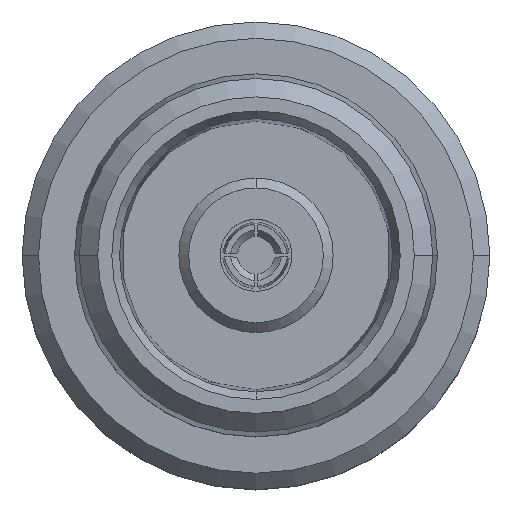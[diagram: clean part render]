
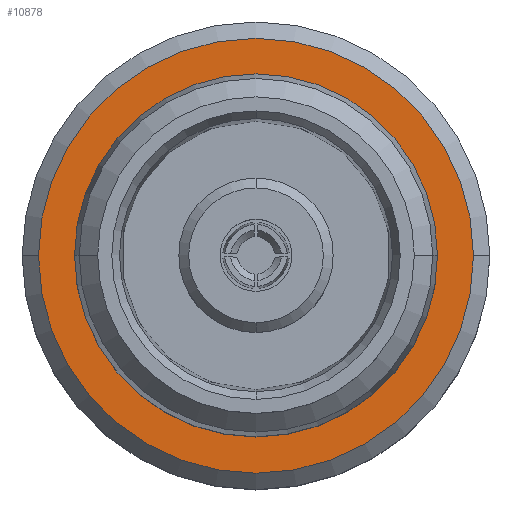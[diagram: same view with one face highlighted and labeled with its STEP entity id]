
A CAD part, top view. The second image highlights one B-rep face of the part: STEP entity #10878.
In plain terms, the highlighted planar face has unit normal (0, 0, 1).
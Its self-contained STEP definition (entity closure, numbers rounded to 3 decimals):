
#733 = CIRCLE ( 'NONE', #8017, 6.65 ) ;
#1361 = VERTEX_POINT ( 'NONE', #15216 ) ;
#1586 = CIRCLE ( 'NONE', #2641, 4.84 ) ;
#1874 = VERTEX_POINT ( 'NONE', #9243 ) ;
#2462 = EDGE_LOOP ( 'NONE', ( #7514, #15481 ) ) ;
#2574 = DIRECTION ( 'NONE',  ( 1., 0., 0. ) ) ;
#2641 = AXIS2_PLACEMENT_3D ( 'NONE', #12516, #5127, #13734 ) ;
#2670 = DIRECTION ( 'NONE',  ( 0., 0., 1. ) ) ;
#2728 = CARTESIAN_POINT ( 'NONE',  ( 4.84, 0., -11.3 ) ) ;
#2768 = CARTESIAN_POINT ( 'NONE',  ( 0., 0., -11.3 ) ) ;
#4055 = CIRCLE ( 'NONE', #6708, 4.84 ) ;
#5127 = DIRECTION ( 'NONE',  ( 0., 0., -1. ) ) ;
#5292 = AXIS2_PLACEMENT_3D ( 'NONE', #7250, #7238, #7221 ) ;
#5401 = ORIENTED_EDGE ( 'NONE', *, *, #6880, .T. ) ;
#5549 = ORIENTED_EDGE ( 'NONE', *, *, #8459, .T. ) ;
#6168 = FACE_OUTER_BOUND ( 'NONE', #10852, .T. ) ;
#6194 = DIRECTION ( 'NONE',  ( 0., 0., -1. ) ) ;
#6708 = AXIS2_PLACEMENT_3D ( 'NONE', #13556, #6194, #14833 ) ;
#6880 = EDGE_CURVE ( 'NONE', #1874, #1361, #733, .T. ) ;
#7221 = DIRECTION ( 'NONE',  ( -1., 0., 0. ) ) ;
#7238 = DIRECTION ( 'NONE',  ( 0., 0., -1. ) ) ;
#7250 = CARTESIAN_POINT ( 'NONE',  ( 0., 0., -11.3 ) ) ;
#7514 = ORIENTED_EDGE ( 'NONE', *, *, #15808, .T. ) ;
#8017 = AXIS2_PLACEMENT_3D ( 'NONE', #2768, #2670, #2574 ) ;
#8206 = AXIS2_PLACEMENT_3D ( 'NONE', #9760, #9701, #8668 ) ;
#8459 = EDGE_CURVE ( 'NONE', #1361, #1874, #12167, .T. ) ;
#8668 = DIRECTION ( 'NONE',  ( 1., 0., 0. ) ) ;
#8995 = PLANE ( 'NONE',  #5292 ) ;
#9243 = CARTESIAN_POINT ( 'NONE',  ( -6.65, 0., -11.3 ) ) ;
#9701 = DIRECTION ( 'NONE',  ( 0., 0., 1. ) ) ;
#9760 = CARTESIAN_POINT ( 'NONE',  ( 0., 0., -11.3 ) ) ;
#10852 = EDGE_LOOP ( 'NONE', ( #5401, #5549 ) ) ;
#10878 = ADVANCED_FACE ( 'NONE', ( #11717, #6168 ), #8995, .F. ) ;
#11320 = VERTEX_POINT ( 'NONE', #2728 ) ;
#11717 = FACE_BOUND ( 'NONE', #2462, .T. ) ;
#11943 = VERTEX_POINT ( 'NONE', #13601 ) ;
#12167 = CIRCLE ( 'NONE', #8206, 6.65 ) ;
#12516 = CARTESIAN_POINT ( 'NONE',  ( 0., 0., -11.3 ) ) ;
#13556 = CARTESIAN_POINT ( 'NONE',  ( 0., 0., -11.3 ) ) ;
#13601 = CARTESIAN_POINT ( 'NONE',  ( -4.84, 0., -11.3 ) ) ;
#13734 = DIRECTION ( 'NONE',  ( -1., 0., 0. ) ) ;
#14833 = DIRECTION ( 'NONE',  ( -1., 0., 0. ) ) ;
#14890 = EDGE_CURVE ( 'NONE', #11943, #11320, #4055, .T. ) ;
#15216 = CARTESIAN_POINT ( 'NONE',  ( 6.65, 0., -11.3 ) ) ;
#15481 = ORIENTED_EDGE ( 'NONE', *, *, #14890, .T. ) ;
#15808 = EDGE_CURVE ( 'NONE', #11320, #11943, #1586, .T. ) ;
